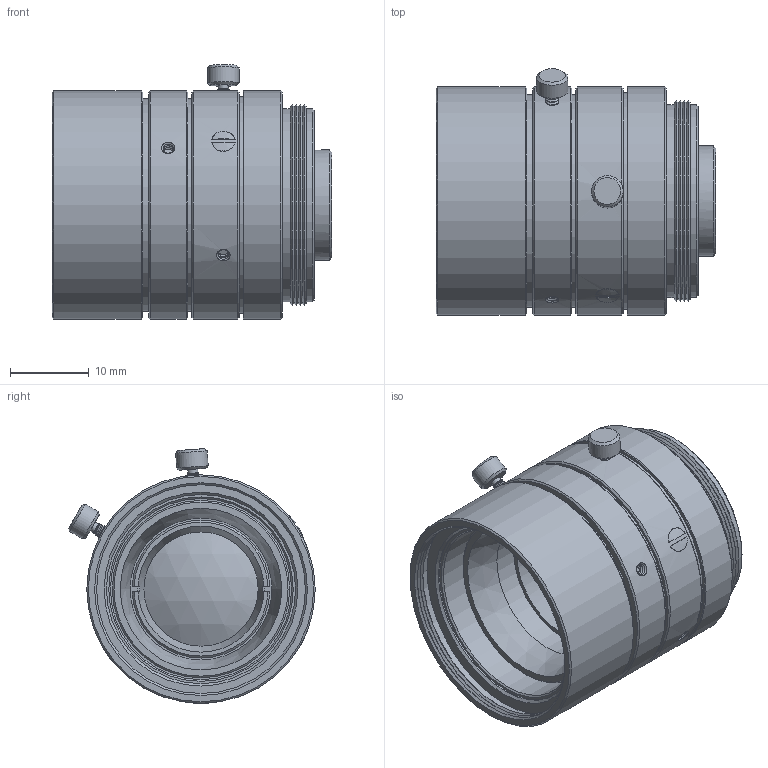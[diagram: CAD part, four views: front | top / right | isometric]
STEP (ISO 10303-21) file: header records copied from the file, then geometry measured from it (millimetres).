
FILE_DESCRIPTION(/* description */ (''),/* implementation_level */ '2;1');
FILE_NAME(/* name */ 'SASF-C-HD-F16-M27_3D-CAD.stp',/* time_stamp */ '2021-10-07T11:40:02-04:00',/* author */ ('us0alz'),/* organization */ (''),/* preprocessor_version */ 'ST-DEVELOPER v17',/* originating_system */ 'Autodesk Inventor 2019',/* authorisation */ '');
FILE_SCHEMA (('AUTOMOTIVE_DESIGN { 1 0 10303 214 3 1 1 }'));
Length unit declared in the file: millimetre
Products named in the file (1): SASF-C-HD-F16-M27_3D-CAD
Bounding box: 35.51 x 31.28 x 32.33 mm (x, y, z)
Volume: 14556.1 mm3; surface area: 9696.2 mm2
Topology: 1 solids, 10 shells, 302 faces, 823 edges, 572 vertices
Faces by surface type: cone 136, plane 88, cylinder 74, sphere 4
Full cylindrical faces by diameter (mm): 1.3 x2, 1.5 x4, 2 x4, 4 x2, 9.5 x1, 10.5 x1, 11.5 x1, 13 x2, 14 x1, 14.5 x1, 16.152 x1, 18 x1, 21.5 x1, 22.5 x2, 23 x1, 24 x2, 24.5 x3, 25 x2, 27 x2, 27.5 x4, 28 x1, 29 x4
Entity records: 10380 total; most frequent: CARTESIAN_POINT 2143, DIRECTION 1885, ORIENTED_EDGE 1646, EDGE_CURVE 823, AXIS2_PLACEMENT_3D 783, VERTEX_POINT 572, CIRCLE 480, EDGE_LOOP 359
